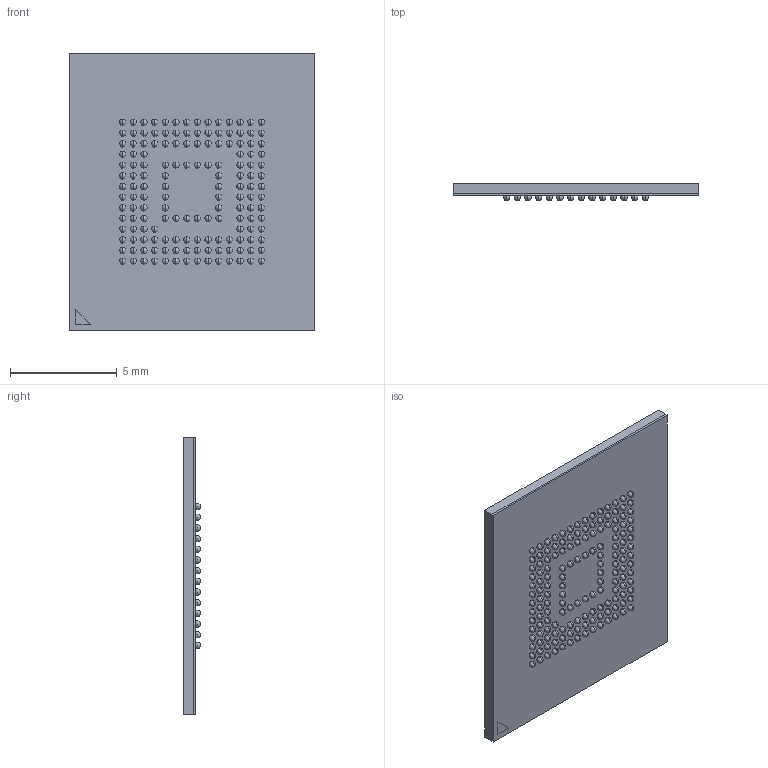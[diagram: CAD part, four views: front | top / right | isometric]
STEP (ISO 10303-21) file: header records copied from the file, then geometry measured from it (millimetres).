
FILE_DESCRIPTION (( 'STEP AP214' ), '1' );
FILE_NAME ('EMMC128-IX29.STEP', '2023-09-29T16:37:30', ( '' ), ( '' ), 'SwSTEP 2.0', 'SolidWorks 2021', '' );
FILE_SCHEMA (( 'AUTOMOTIVE_DESIGN' ));
Length unit declared in the file: millimetre
Products named in the file (1): EMMC128-IX29
Bounding box: 11.5 x 0.8 x 13 mm (x, y, z)
Volume: 87.4 mm3; surface area: 671.3 mm2
Topology: 157 solids, 157 shells, 487 faces, 1431 edges, 954 vertices
Faces by surface type: sphere 306, plane 177, cylinder 4
Entity records: 12242 total; most frequent: DIRECTION 2262, CARTESIAN_POINT 1649, ORIENTED_EDGE 1332, AXIS2_PLACEMENT_3D 1108, EDGE_CURVE 666, CIRCLE 620, VERTEX_POINT 495, EDGE_LOOP 489
